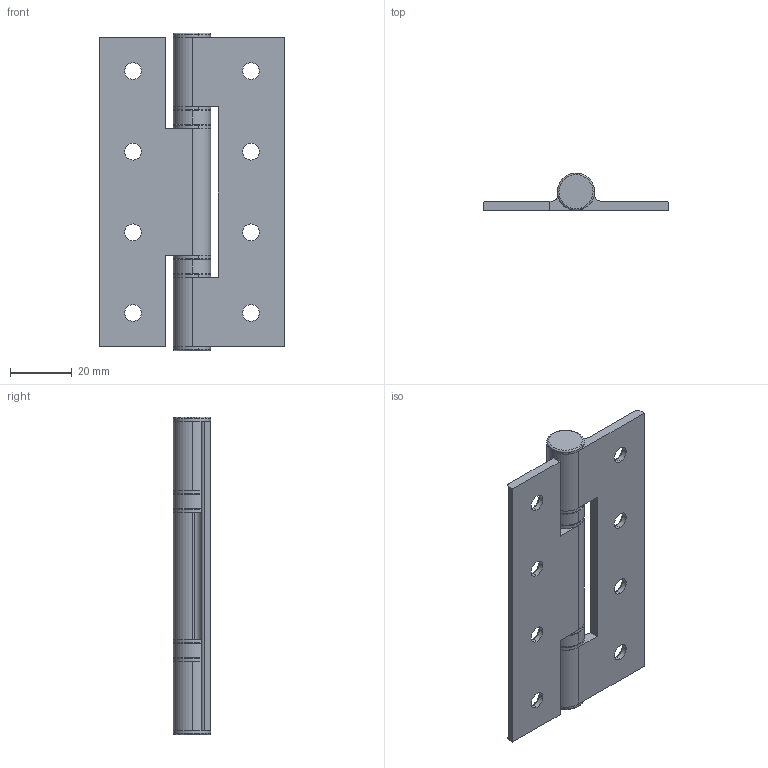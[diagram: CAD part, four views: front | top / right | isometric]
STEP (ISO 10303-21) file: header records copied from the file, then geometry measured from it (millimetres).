
FILE_DESCRIPTION (( 'STEP AP203' ), '1' );
FILE_NAME ('B-214-3.STEP', '2011-10-11T02:31:52', ( '' ), ( '' ), 'SwSTEP 2.0', 'SolidWorks 2011', '' );
FILE_SCHEMA (( 'CONFIG_CONTROL_DESIGN' ));
Length unit declared in the file: millimetre
Products named in the file (7): B-214-3羽根A_; B-214-3樹脂ブッシュ_; B-214-3; B-214-3羽根B_; B-214-3シャフト_; B-214-3樹脂キャップ_; B-214-3樹脂カラー_
Assembly tree (11 placements, depth 2):
  B-214-3
    B-214-3羽根A_
    B-214-3樹脂ブッシュ_  x4
    B-214-3樹脂キャップ_  x2
    B-214-3樹脂カラー_  x2
    B-214-3シャフト_
    B-214-3羽根B_
Bounding box: 60 x 12 x 102.4 mm (x, y, z)
Volume: 23453.9 mm3; surface area: 20550.6 mm2
Topology: 11 solids, 11 shells, 209 faces, 485 edges, 310 vertices
Faces by surface type: cylinder 104, plane 65, cone 20, torus 20
Entity records: 5326 total; most frequent: DIRECTION 857, CARTESIAN_POINT 753, ORIENTED_EDGE 722, EDGE_CURVE 361, AXIS2_PLACEMENT_3D 336, VERTEX_POINT 232, VECTOR 185, LINE 185
